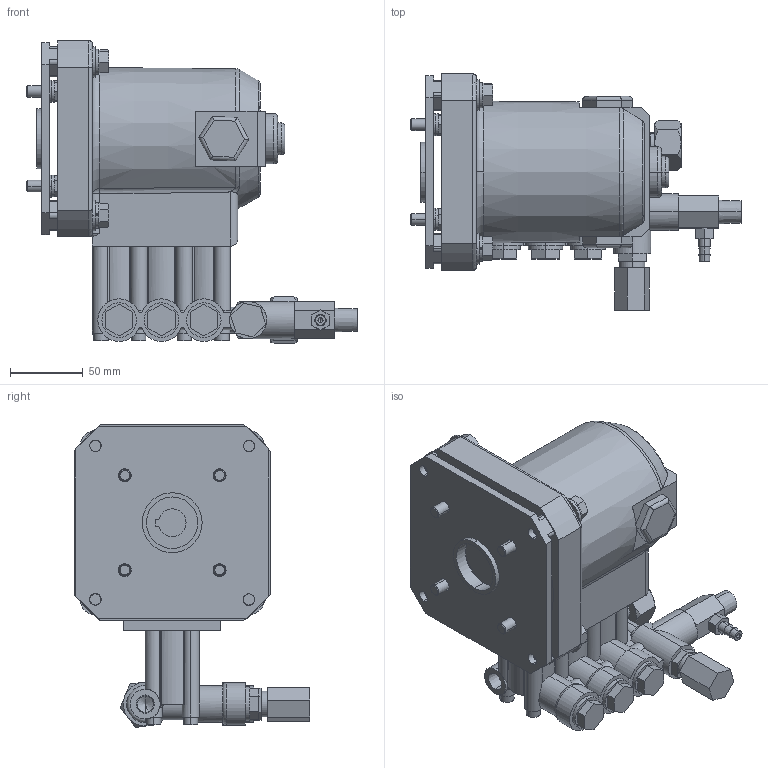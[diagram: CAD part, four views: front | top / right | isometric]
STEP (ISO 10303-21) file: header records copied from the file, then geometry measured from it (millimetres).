
FILE_DESCRIPTION (( 'STEP AP203' ), '1' );
FILE_NAME ('3DX29GSI.STEP', '2018-09-27T12:13:08', ( '' ), ( '' ), 'SwSTEP 2.0', 'SolidWorks 2018', '' );
FILE_SCHEMA (( 'CONFIG_CONTROL_DESIGN' ));
Length unit declared in the file: inch
Products named in the file (1): 3DX29GSI
Bounding box: 226.52 x 161.8 x 207.76 mm (x, y, z)
Volume: 1723028 mm3; surface area: 227482.1 mm2
Topology: 28 solids, 28 shells, 1118 faces, 2716 edges, 1709 vertices
Faces by surface type: plane 465, cylinder 454, cone 100, torus 92, bspline 5, sphere 2
Entity records: 35345 total; most frequent: CARTESIAN_POINT 9290, ORIENTED_EDGE 5412, DIRECTION 5396, EDGE_CURVE 2706, AXIS2_PLACEMENT_3D 2023, VERTEX_POINT 1709, VECTOR 1350, LINE 1350
